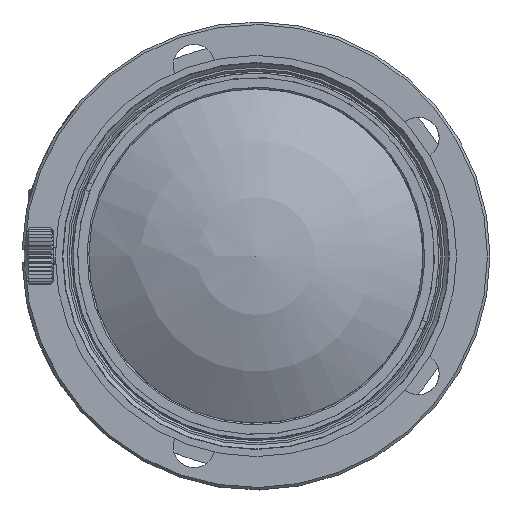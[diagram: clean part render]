
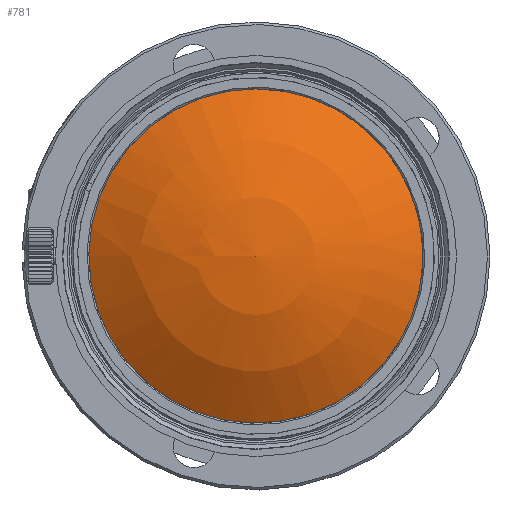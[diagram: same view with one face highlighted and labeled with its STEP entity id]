
A CAD part, left-side view. The second image highlights one B-rep face of the part: STEP entity #781.
In plain terms, the highlighted spherical face has radius 35.281 mm.
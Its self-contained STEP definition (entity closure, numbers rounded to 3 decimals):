
#146=SPHERICAL_SURFACE('',#9663,35.281);
#459=FACE_OUTER_BOUND('',#2555,.T.);
#781=ADVANCED_FACE('',(#459),#146,.T.);
#1248=CIRCLE('',#9662,20.);
#2555=EDGE_LOOP('',(#4734));
#4734=ORIENTED_EDGE('',*,*,#7956,.T.);
#6663=VERTEX_POINT('',#17600);
#7956=EDGE_CURVE('',#6663,#6663,#1248,.T.);
#9662=AXIS2_PLACEMENT_3D('',#17599,#10513,#10514);
#9663=AXIS2_PLACEMENT_3D('',#17601,#10515,#10516);
#10513=DIRECTION('',(-1.,0.,0.));
#10514=DIRECTION('',(0.,0.,1.));
#10515=DIRECTION('',(-1.,0.,0.));
#10516=DIRECTION('',(0.,1.,0.));
#17599=CARTESIAN_POINT('',(-93.768,0.,0.));
#17600=CARTESIAN_POINT('',(-93.768,0.,20.));
#17601=CARTESIAN_POINT('',(-64.703,0.,0.));
